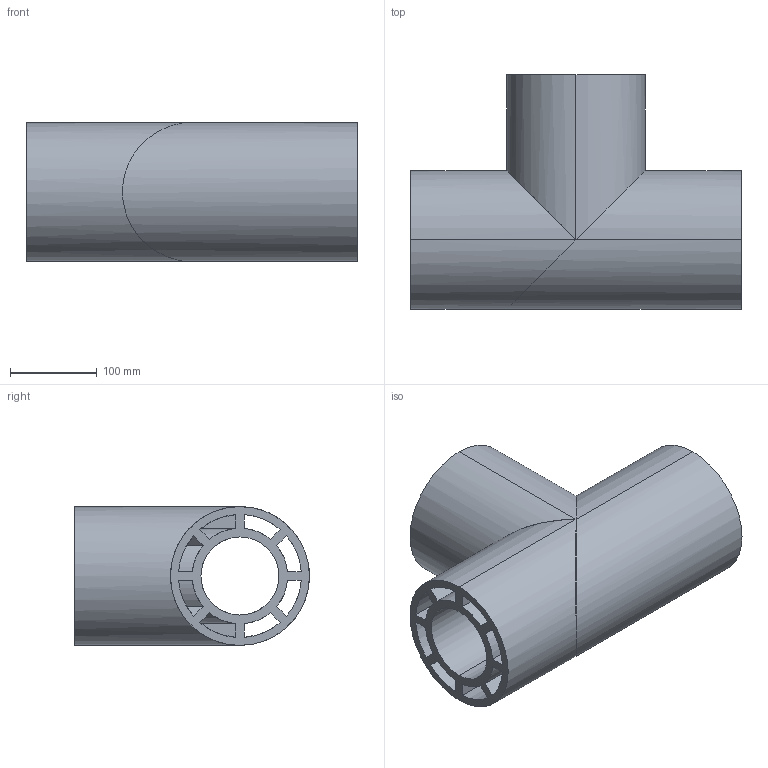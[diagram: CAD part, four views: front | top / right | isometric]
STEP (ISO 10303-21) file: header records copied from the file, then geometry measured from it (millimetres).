
FILE_DESCRIPTION (( 'STEP AP203' ), '1' );
FILE_NAME ('--7854532.STEP', '2015-03-19T19:11:57', ( 'enduser' ), ( '' ), 'SwSTEP 2.0', 'SolidWorks 2014', '' );
FILE_SCHEMA (( 'CONFIG_CONTROL_DESIGN' ));
Length unit declared in the file: inch
Products named in the file (1): --7854532
Bounding box: 381 x 270.51 x 160.02 mm (x, y, z)
Surface area: 846703.3 mm2 (no closed solid volume)
Topology: 0 solids, 3 shells, 112 faces, 326 edges, 216 vertices
Faces by surface type: cylinder 60, plane 52
Entity records: 3729 total; most frequent: CARTESIAN_POINT 835, ORIENTED_EDGE 560, DIRECTION 552, EDGE_CURVE 326, VERTEX_POINT 216, VECTOR 206, LINE 206, AXIS2_PLACEMENT_3D 173
